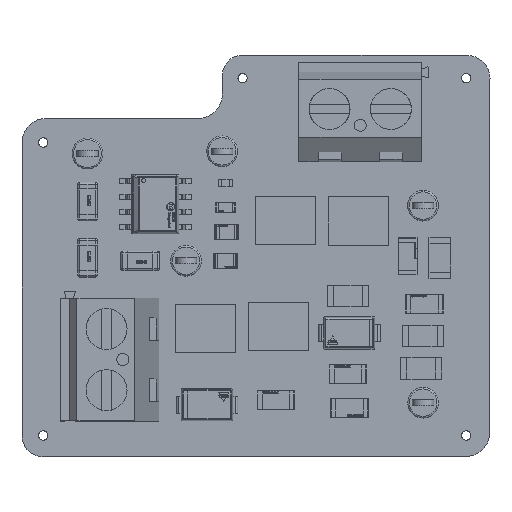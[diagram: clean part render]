
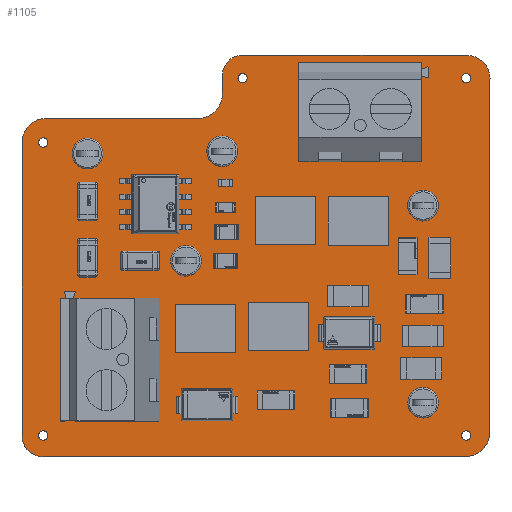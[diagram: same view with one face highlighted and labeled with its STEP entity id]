
A CAD part, top view. The second image highlights one B-rep face of the part: STEP entity #1105.
In plain terms, the highlighted planar face has unit normal (0, 0, 1).
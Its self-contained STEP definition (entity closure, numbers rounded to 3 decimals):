
#172 = VERTEX_POINT('',#173);
#173 = CARTESIAN_POINT('',(65.691,36.195,0.411));
#179 = EDGE_CURVE('',#172,#180,#182,.T.);
#180 = VERTEX_POINT('',#181);
#181 = CARTESIAN_POINT('',(65.691,60.484,0.411));
#182 = LINE('',#183,#184);
#183 = CARTESIAN_POINT('',(65.691,36.195,0.411));
#184 = VECTOR('',#185,1.);
#185 = DIRECTION('',(0.,1.,0.));
#210 = EDGE_CURVE('',#180,#211,#213,.T.);
#211 = VERTEX_POINT('',#212);
#212 = CARTESIAN_POINT('',(67.691,62.484,0.411));
#213 = CIRCLE('',#214,2.001);
#214 = AXIS2_PLACEMENT_3D('',#215,#216,#217);
#215 = CARTESIAN_POINT('',(67.692,60.483,0.411));
#216 = DIRECTION('',(0.,0.,-1.));
#217 = DIRECTION('',(-1.,0.,0.));
#243 = EDGE_CURVE('',#211,#244,#246,.T.);
#244 = VERTEX_POINT('',#245);
#245 = CARTESIAN_POINT('',(80.296,62.488,0.411));
#246 = LINE('',#247,#248);
#247 = CARTESIAN_POINT('',(67.691,62.484,0.411));
#248 = VECTOR('',#249,1.);
#249 = DIRECTION('',(1.,0.,0.));
#274 = EDGE_CURVE('',#244,#275,#277,.T.);
#275 = VERTEX_POINT('',#276);
#276 = CARTESIAN_POINT('',(82.296,64.513,0.411));
#277 = CIRCLE('',#278,2.001);
#278 = AXIS2_PLACEMENT_3D('',#279,#280,#281);
#279 = CARTESIAN_POINT('',(80.295,64.489,0.411));
#280 = DIRECTION('',(0.,0.,1.));
#281 = DIRECTION('',(0.,-1.,0.));
#307 = EDGE_CURVE('',#275,#308,#310,.T.);
#308 = VERTEX_POINT('',#309);
#309 = CARTESIAN_POINT('',(82.296,66.04,0.411));
#310 = LINE('',#311,#312);
#311 = CARTESIAN_POINT('',(82.296,64.513,0.411));
#312 = VECTOR('',#313,1.);
#313 = DIRECTION('',(0.,1.,0.));
#338 = EDGE_CURVE('',#308,#339,#341,.T.);
#339 = VERTEX_POINT('',#340);
#340 = CARTESIAN_POINT('',(83.973,67.717,0.411));
#341 = CIRCLE('',#342,1.676);
#342 = AXIS2_PLACEMENT_3D('',#343,#344,#345);
#343 = CARTESIAN_POINT('',(83.972,66.041,0.411));
#344 = DIRECTION('',(0.,0.,-1.));
#345 = DIRECTION('',(-1.,0.,-0.));
#371 = EDGE_CURVE('',#339,#372,#374,.T.);
#372 = VERTEX_POINT('',#373);
#373 = CARTESIAN_POINT('',(102.616,67.691,0.411));
#374 = LINE('',#375,#376);
#375 = CARTESIAN_POINT('',(83.973,67.717,0.411));
#376 = VECTOR('',#377,1.);
#377 = DIRECTION('',(1.,-0.001,0.));
#402 = EDGE_CURVE('',#372,#403,#405,.T.);
#403 = VERTEX_POINT('',#404);
#404 = CARTESIAN_POINT('',(104.488,65.819,0.411));
#405 = CIRCLE('',#406,1.871);
#406 = AXIS2_PLACEMENT_3D('',#407,#408,#409);
#407 = CARTESIAN_POINT('',(102.617,65.82,0.411));
#408 = DIRECTION('',(0.,0.,-1.));
#409 = DIRECTION('',(-0.001,1.,0.));
#435 = EDGE_CURVE('',#403,#436,#438,.T.);
#436 = VERTEX_POINT('',#437);
#437 = CARTESIAN_POINT('',(104.473,36.449,0.411));
#438 = LINE('',#439,#440);
#439 = CARTESIAN_POINT('',(104.488,65.819,0.411));
#440 = VECTOR('',#441,1.);
#441 = DIRECTION('',(-0.001,-1.,0.));
#466 = EDGE_CURVE('',#436,#467,#469,.T.);
#467 = VERTEX_POINT('',#468);
#468 = CARTESIAN_POINT('',(102.473,34.449,0.411));
#469 = CIRCLE('',#470,2.001);
#470 = AXIS2_PLACEMENT_3D('',#471,#472,#473);
#471 = CARTESIAN_POINT('',(102.472,36.45,0.411));
#472 = DIRECTION('',(0.,0.,-1.));
#473 = DIRECTION('',(1.,0.,0.));
#499 = EDGE_CURVE('',#467,#500,#502,.T.);
#500 = VERTEX_POINT('',#501);
#501 = CARTESIAN_POINT('',(102.521,34.449,0.411));
#502 = LINE('',#503,#504);
#503 = CARTESIAN_POINT('',(102.473,34.449,0.411));
#504 = VECTOR('',#505,1.);
#505 = DIRECTION('',(1.,0.,0.));
#530 = EDGE_CURVE('',#500,#531,#533,.T.);
#531 = VERTEX_POINT('',#532);
#532 = CARTESIAN_POINT('',(67.451,34.435,0.411));
#533 = LINE('',#534,#535);
#534 = CARTESIAN_POINT('',(102.521,34.449,0.411));
#535 = VECTOR('',#536,1.);
#536 = DIRECTION('',(-1.,0.,0.));
#561 = EDGE_CURVE('',#531,#172,#562,.T.);
#562 = CIRCLE('',#563,1.76);
#563 = AXIS2_PLACEMENT_3D('',#564,#565,#566);
#564 = CARTESIAN_POINT('',(67.451,36.195,0.411));
#565 = DIRECTION('',(0.,0.,-1.));
#566 = DIRECTION('',(0.,-1.,-0.));
#587 = VERTEX_POINT('',#588);
#588 = CARTESIAN_POINT('',(67.832,36.195,0.411));
#594 = EDGE_CURVE('',#587,#587,#595,.T.);
#595 = CIRCLE('',#596,0.381);
#596 = AXIS2_PLACEMENT_3D('',#597,#598,#599);
#597 = CARTESIAN_POINT('',(67.451,36.195,0.411));
#598 = DIRECTION('',(0.,0.,1.));
#599 = DIRECTION('',(1.,0.,-0.));
#620 = VERTEX_POINT('',#621);
#621 = CARTESIAN_POINT('',(73.497,39.933,0.411));
#627 = EDGE_CURVE('',#620,#620,#628,.T.);
#628 = CIRCLE('',#629,0.55);
#629 = AXIS2_PLACEMENT_3D('',#630,#631,#632);
#630 = CARTESIAN_POINT('',(72.947,39.933,0.411));
#631 = DIRECTION('',(0.,0.,1.));
#632 = DIRECTION('',(1.,0.,-0.));
#653 = VERTEX_POINT('',#654);
#654 = CARTESIAN_POINT('',(73.497,45.013,0.411));
#660 = EDGE_CURVE('',#653,#653,#661,.T.);
#661 = CIRCLE('',#662,0.55);
#662 = AXIS2_PLACEMENT_3D('',#663,#664,#665);
#663 = CARTESIAN_POINT('',(72.947,45.013,0.411));
#664 = DIRECTION('',(0.,0.,1.));
#665 = DIRECTION('',(1.,0.,-0.));
#686 = VERTEX_POINT('',#687);
#687 = CARTESIAN_POINT('',(71.628,59.563,0.411));
#693 = EDGE_CURVE('',#686,#686,#694,.T.);
#694 = CIRCLE('',#695,0.508);
#695 = AXIS2_PLACEMENT_3D('',#696,#697,#698);
#696 = CARTESIAN_POINT('',(71.12,59.563,0.411));
#697 = DIRECTION('',(0.,0.,1.));
#698 = DIRECTION('',(1.,0.,-0.));
#719 = VERTEX_POINT('',#720);
#720 = CARTESIAN_POINT('',(67.832,60.484,0.411));
#726 = EDGE_CURVE('',#719,#719,#727,.T.);
#727 = CIRCLE('',#728,0.381);
#728 = AXIS2_PLACEMENT_3D('',#729,#730,#731);
#729 = CARTESIAN_POINT('',(67.451,60.484,0.411));
#730 = DIRECTION('',(0.,0.,1.));
#731 = DIRECTION('',(1.,0.,-0.));
#752 = VERTEX_POINT('',#753);
#753 = CARTESIAN_POINT('',(79.794,50.673,0.411));
#759 = EDGE_CURVE('',#752,#752,#760,.T.);
#760 = CIRCLE('',#761,0.508);
#761 = AXIS2_PLACEMENT_3D('',#762,#763,#764);
#762 = CARTESIAN_POINT('',(79.286,50.673,0.411));
#763 = DIRECTION('',(0.,0.,1.));
#764 = DIRECTION('',(1.,0.,-0.));
#785 = VERTEX_POINT('',#786);
#786 = CARTESIAN_POINT('',(82.798,59.749,0.411));
#792 = EDGE_CURVE('',#785,#785,#793,.T.);
#793 = CIRCLE('',#794,0.508);
#794 = AXIS2_PLACEMENT_3D('',#795,#796,#797);
#795 = CARTESIAN_POINT('',(82.29,59.749,0.411));
#796 = DIRECTION('',(0.,0.,1.));
#797 = DIRECTION('',(1.,0.,-0.));
#818 = VERTEX_POINT('',#819);
#819 = CARTESIAN_POINT('',(99.441,55.245,0.411));
#825 = EDGE_CURVE('',#818,#818,#826,.T.);
#826 = CIRCLE('',#827,0.508);
#827 = AXIS2_PLACEMENT_3D('',#828,#829,#830);
#828 = CARTESIAN_POINT('',(98.933,55.245,0.411));
#829 = DIRECTION('',(0.,0.,1.));
#830 = DIRECTION('',(1.,0.,-0.));
#851 = VERTEX_POINT('',#852);
#852 = CARTESIAN_POINT('',(102.902,36.195,0.411));
#858 = EDGE_CURVE('',#851,#851,#859,.T.);
#859 = CIRCLE('',#860,0.381);
#860 = AXIS2_PLACEMENT_3D('',#861,#862,#863);
#861 = CARTESIAN_POINT('',(102.521,36.195,0.411));
#862 = DIRECTION('',(0.,0.,1.));
#863 = DIRECTION('',(1.,0.,-0.));
#884 = VERTEX_POINT('',#885);
#885 = CARTESIAN_POINT('',(99.452,38.907,0.411));
#891 = EDGE_CURVE('',#884,#884,#892,.T.);
#892 = CIRCLE('',#893,0.508);
#893 = AXIS2_PLACEMENT_3D('',#894,#895,#896);
#894 = CARTESIAN_POINT('',(98.944,38.907,0.411));
#895 = DIRECTION('',(0.,0.,1.));
#896 = DIRECTION('',(1.,0.,-0.));
#917 = VERTEX_POINT('',#918);
#918 = CARTESIAN_POINT('',(91.736,62.992,0.411));
#924 = EDGE_CURVE('',#917,#917,#925,.T.);
#925 = CIRCLE('',#926,0.55);
#926 = AXIS2_PLACEMENT_3D('',#927,#928,#929);
#927 = CARTESIAN_POINT('',(91.186,62.992,0.411));
#928 = DIRECTION('',(0.,0.,1.));
#929 = DIRECTION('',(1.,0.,-0.));
#950 = VERTEX_POINT('',#951);
#951 = CARTESIAN_POINT('',(84.354,65.819,0.411));
#957 = EDGE_CURVE('',#950,#950,#958,.T.);
#958 = CIRCLE('',#959,0.381);
#959 = AXIS2_PLACEMENT_3D('',#960,#961,#962);
#960 = CARTESIAN_POINT('',(83.973,65.819,0.411));
#961 = DIRECTION('',(0.,0.,1.));
#962 = DIRECTION('',(1.,0.,-0.));
#983 = VERTEX_POINT('',#984);
#984 = CARTESIAN_POINT('',(96.816,62.992,0.411));
#990 = EDGE_CURVE('',#983,#983,#991,.T.);
#991 = CIRCLE('',#992,0.55);
#992 = AXIS2_PLACEMENT_3D('',#993,#994,#995);
#993 = CARTESIAN_POINT('',(96.266,62.992,0.411));
#994 = DIRECTION('',(0.,0.,1.));
#995 = DIRECTION('',(1.,0.,-0.));
#1016 = VERTEX_POINT('',#1017);
#1017 = CARTESIAN_POINT('',(102.902,65.819,0.411));
#1023 = EDGE_CURVE('',#1016,#1016,#1024,.T.);
#1024 = CIRCLE('',#1025,0.381);
#1025 = AXIS2_PLACEMENT_3D('',#1026,#1027,#1028);
#1026 = CARTESIAN_POINT('',(102.521,65.819,0.411));
#1027 = DIRECTION('',(0.,0.,1.));
#1028 = DIRECTION('',(1.,0.,-0.));
#1105 = ADVANCED_FACE('',(#1106,#1121,#1124,#1127,#1130,#1133,#1136,
    #1139,#1142,#1145,#1148,#1151,#1154,#1157,#1160),#1163,.F.);
#1106 = FACE_BOUND('',#1107,.F.);
#1107 = EDGE_LOOP('',(#1108,#1109,#1110,#1111,#1112,#1113,#1114,#1115,
    #1116,#1117,#1118,#1119,#1120));
#1108 = ORIENTED_EDGE('',*,*,#179,.T.);
#1109 = ORIENTED_EDGE('',*,*,#210,.T.);
#1110 = ORIENTED_EDGE('',*,*,#243,.T.);
#1111 = ORIENTED_EDGE('',*,*,#274,.T.);
#1112 = ORIENTED_EDGE('',*,*,#307,.T.);
#1113 = ORIENTED_EDGE('',*,*,#338,.T.);
#1114 = ORIENTED_EDGE('',*,*,#371,.T.);
#1115 = ORIENTED_EDGE('',*,*,#402,.T.);
#1116 = ORIENTED_EDGE('',*,*,#435,.T.);
#1117 = ORIENTED_EDGE('',*,*,#466,.T.);
#1118 = ORIENTED_EDGE('',*,*,#499,.T.);
#1119 = ORIENTED_EDGE('',*,*,#530,.T.);
#1120 = ORIENTED_EDGE('',*,*,#561,.T.);
#1121 = FACE_BOUND('',#1122,.F.);
#1122 = EDGE_LOOP('',(#1123));
#1123 = ORIENTED_EDGE('',*,*,#594,.T.);
#1124 = FACE_BOUND('',#1125,.F.);
#1125 = EDGE_LOOP('',(#1126));
#1126 = ORIENTED_EDGE('',*,*,#627,.T.);
#1127 = FACE_BOUND('',#1128,.F.);
#1128 = EDGE_LOOP('',(#1129));
#1129 = ORIENTED_EDGE('',*,*,#660,.T.);
#1130 = FACE_BOUND('',#1131,.F.);
#1131 = EDGE_LOOP('',(#1132));
#1132 = ORIENTED_EDGE('',*,*,#693,.T.);
#1133 = FACE_BOUND('',#1134,.F.);
#1134 = EDGE_LOOP('',(#1135));
#1135 = ORIENTED_EDGE('',*,*,#726,.T.);
#1136 = FACE_BOUND('',#1137,.F.);
#1137 = EDGE_LOOP('',(#1138));
#1138 = ORIENTED_EDGE('',*,*,#759,.T.);
#1139 = FACE_BOUND('',#1140,.F.);
#1140 = EDGE_LOOP('',(#1141));
#1141 = ORIENTED_EDGE('',*,*,#792,.T.);
#1142 = FACE_BOUND('',#1143,.F.);
#1143 = EDGE_LOOP('',(#1144));
#1144 = ORIENTED_EDGE('',*,*,#825,.T.);
#1145 = FACE_BOUND('',#1146,.F.);
#1146 = EDGE_LOOP('',(#1147));
#1147 = ORIENTED_EDGE('',*,*,#858,.T.);
#1148 = FACE_BOUND('',#1149,.F.);
#1149 = EDGE_LOOP('',(#1150));
#1150 = ORIENTED_EDGE('',*,*,#891,.T.);
#1151 = FACE_BOUND('',#1152,.F.);
#1152 = EDGE_LOOP('',(#1153));
#1153 = ORIENTED_EDGE('',*,*,#924,.T.);
#1154 = FACE_BOUND('',#1155,.F.);
#1155 = EDGE_LOOP('',(#1156));
#1156 = ORIENTED_EDGE('',*,*,#957,.T.);
#1157 = FACE_BOUND('',#1158,.F.);
#1158 = EDGE_LOOP('',(#1159));
#1159 = ORIENTED_EDGE('',*,*,#990,.T.);
#1160 = FACE_BOUND('',#1161,.F.);
#1161 = EDGE_LOOP('',(#1162));
#1162 = ORIENTED_EDGE('',*,*,#1023,.T.);
#1163 = PLANE('',#1164);
#1164 = AXIS2_PLACEMENT_3D('',#1165,#1166,#1167);
#1165 = CARTESIAN_POINT('',(85.742,50.305,0.411));
#1166 = DIRECTION('',(-0.,-0.,-1.));
#1167 = DIRECTION('',(-1.,0.,0.));
